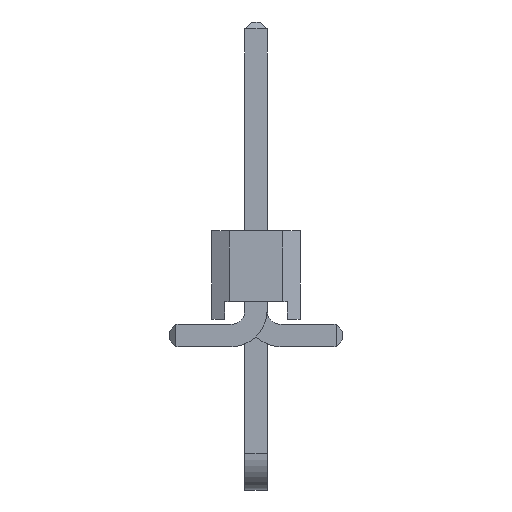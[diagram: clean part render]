
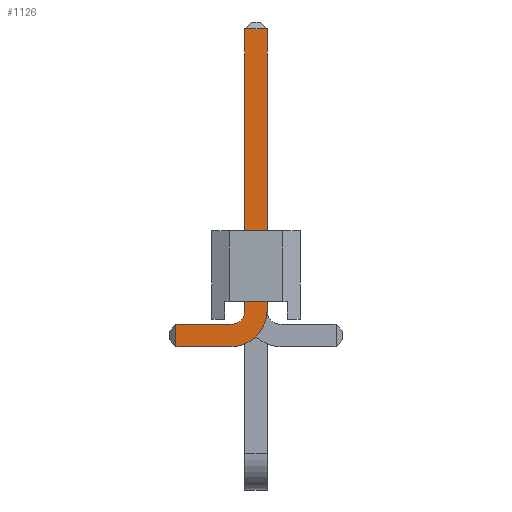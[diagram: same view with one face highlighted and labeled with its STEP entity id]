
A CAD part, left-side view. The second image highlights one B-rep face of the part: STEP entity #1126.
In plain terms, the highlighted face is planar.
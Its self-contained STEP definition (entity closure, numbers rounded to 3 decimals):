
#1126 = ADVANCED_FACE( '', ( #2510 ), #2511, .T. );
#2510 = FACE_OUTER_BOUND( '', #4152, .T. );
#2511 = PLANE( '', #4153 );
#4152 = EDGE_LOOP( '', ( #7771, #7772, #7773, #7774, #7775, #7776, #7777, #7778 ) );
#4153 = AXIS2_PLACEMENT_3D( '', #7779, #7780, #7781 );
#7771 = ORIENTED_EDGE( '', *, *, #11336, .F. );
#7772 = ORIENTED_EDGE( '', *, *, #10565, .T. );
#7773 = ORIENTED_EDGE( '', *, *, #9990, .F. );
#7774 = ORIENTED_EDGE( '', *, *, #11276, .F. );
#7775 = ORIENTED_EDGE( '', *, *, #11316, .F. );
#7776 = ORIENTED_EDGE( '', *, *, #11337, .T. );
#7777 = ORIENTED_EDGE( '', *, *, #11338, .F. );
#7778 = ORIENTED_EDGE( '', *, *, #10657, .F. );
#7779 = CARTESIAN_POINT( '', ( 0.72, 0.32, -5.14 ) );
#7780 = DIRECTION( '', ( 0., 1., 0. ) );
#7781 = DIRECTION( '', ( 0., 0., 1. ) );
#9990 = EDGE_CURVE( '', #12086, #12087, #12088, .T. );
#10565 = EDGE_CURVE( '', #12334, #12087, #13118, .T. );
#10657 = EDGE_CURVE( '', #13255, #13256, #13257, .T. );
#11276 = EDGE_CURVE( '', #14133, #12086, #14134, .T. );
#11316 = EDGE_CURVE( '', #13829, #14133, #14188, .T. );
#11336 = EDGE_CURVE( '', #12334, #13255, #14213, .T. );
#11337 = EDGE_CURVE( '', #13829, #13945, #14214, .T. );
#11338 = EDGE_CURVE( '', #13256, #13945, #14215, .T. );
#12086 = VERTEX_POINT( '', #15164 );
#12087 = VERTEX_POINT( '', #15165 );
#12088 = LINE( '', #15166, #15167 );
#12334 = VERTEX_POINT( '', #15525 );
#13118 = LINE( '', #16714, #16715 );
#13255 = VERTEX_POINT( '', #16920 );
#13256 = VERTEX_POINT( '', #16921 );
#13257 = CIRCLE( '', #16922, 0.4 );
#13829 = VERTEX_POINT( '', #17786 );
#13945 = VERTEX_POINT( '', #17960 );
#14133 = VERTEX_POINT( '', #18245 );
#14134 = CIRCLE( '', #18246, 1.04 );
#14188 = LINE( '', #18327, #18328 );
#14213 = LINE( '', #18365, #18366 );
#14214 = LINE( '', #18367, #18368 );
#14215 = LINE( '', #18369, #18370 );
#15164 = CARTESIAN_POINT( '', ( 0.72, 0.32, -6.18 ) );
#15165 = CARTESIAN_POINT( '', ( 2.3, 0.32, -6.18 ) );
#15166 = CARTESIAN_POINT( '', ( 2.5, 0.32, -6.18 ) );
#15167 = VECTOR( '', #19306, 1000. );
#15525 = CARTESIAN_POINT( '', ( 2.3, 0.32, -5.54 ) );
#16714 = CARTESIAN_POINT( '', ( 2.3, 0.32, -6.18 ) );
#16715 = VECTOR( '', #19830, 1000. );
#16920 = CARTESIAN_POINT( '', ( 0.72, 0.32, -5.54 ) );
#16921 = CARTESIAN_POINT( '', ( 0.32, 0.32, -5.14 ) );
#16922 = AXIS2_PLACEMENT_3D( '', #19899, #19900, #19901 );
#17786 = CARTESIAN_POINT( '', ( -0.32, 0.32, 2.95 ) );
#17960 = CARTESIAN_POINT( '', ( 0.32, 0.32, 2.95 ) );
#18245 = CARTESIAN_POINT( '', ( -0.32, 0.32, -5.14 ) );
#18246 = AXIS2_PLACEMENT_3D( '', #20349, #20350, #20351 );
#18327 = CARTESIAN_POINT( '', ( -0.32, 0.32, -5.14 ) );
#18328 = VECTOR( '', #20379, 1000. );
#18365 = CARTESIAN_POINT( '', ( 2.5, 0.32, -5.54 ) );
#18366 = VECTOR( '', #20392, 1000. );
#18367 = CARTESIAN_POINT( '', ( 0.32, 0.32, 2.95 ) );
#18368 = VECTOR( '', #20393, 1000. );
#18369 = CARTESIAN_POINT( '', ( 0.32, 0.32, -5.14 ) );
#18370 = VECTOR( '', #20394, 1000. );
#19306 = DIRECTION( '', ( 1., 0., 0. ) );
#19830 = DIRECTION( '', ( 0., 0., -1. ) );
#19899 = CARTESIAN_POINT( '', ( 0.72, 0.32, -5.14 ) );
#19900 = DIRECTION( '', ( 0., 1., 0. ) );
#19901 = DIRECTION( '', ( 1., 0., 0. ) );
#20349 = CARTESIAN_POINT( '', ( 0.72, 0.32, -5.14 ) );
#20350 = DIRECTION( '', ( 0., -1., 0. ) );
#20351 = DIRECTION( '', ( 1., 0., 0. ) );
#20379 = DIRECTION( '', ( 0., 0., -1. ) );
#20392 = DIRECTION( '', ( -1., 0., 0. ) );
#20393 = DIRECTION( '', ( 1., 0., 0. ) );
#20394 = DIRECTION( '', ( 0., 0., 1. ) );
